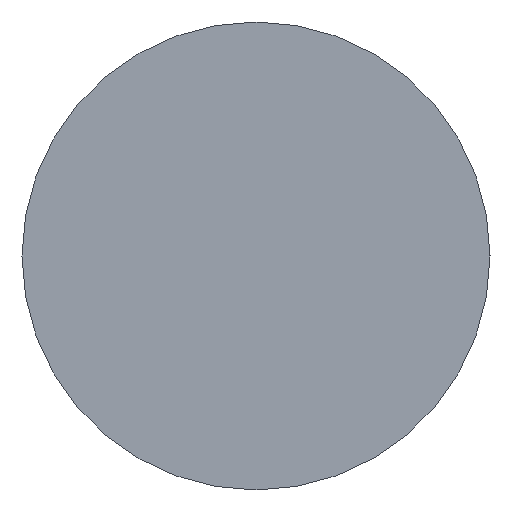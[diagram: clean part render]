
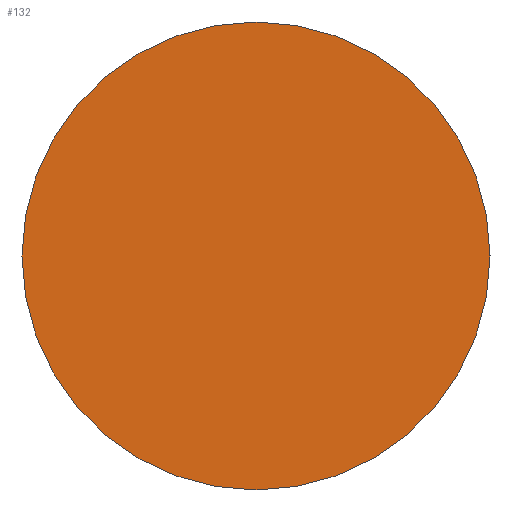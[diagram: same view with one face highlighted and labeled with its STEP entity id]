
A CAD part, left-side view. The second image highlights one B-rep face of the part: STEP entity #132.
In plain terms, the highlighted planar face has unit normal (-1, 0, 0).
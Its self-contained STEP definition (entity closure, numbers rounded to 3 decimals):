
#7 = DIRECTION ( 'NONE',  ( 0., 0., -1. ) ) ;
#8 = CARTESIAN_POINT ( 'NONE',  ( 0., 0., 0. ) ) ;
#16 = PLANE ( 'NONE',  #55 ) ;
#27 = VERTEX_POINT ( 'NONE', #115 ) ;
#39 = AXIS2_PLACEMENT_3D ( 'NONE', #63, #49, #7 ) ;
#40 = CIRCLE ( 'NONE', #60, 4. ) ;
#49 = DIRECTION ( 'NONE',  ( 1., 0., 0. ) ) ;
#55 = AXIS2_PLACEMENT_3D ( 'NONE', #8, #59, #105 ) ;
#59 = DIRECTION ( 'NONE',  ( 1., 0., 0. ) ) ;
#60 = AXIS2_PLACEMENT_3D ( 'NONE', #128, #143, #73 ) ;
#63 = CARTESIAN_POINT ( 'NONE',  ( 0., 0., 0. ) ) ;
#73 = DIRECTION ( 'NONE',  ( 0., 0., -1. ) ) ;
#76 = EDGE_LOOP ( 'NONE', ( #146, #167 ) ) ;
#77 = CIRCLE ( 'NONE', #39, 4. ) ;
#93 = FACE_OUTER_BOUND ( 'NONE', #76, .T. ) ;
#98 = CARTESIAN_POINT ( 'NONE',  ( 0., 0., -4. ) ) ;
#105 = DIRECTION ( 'NONE',  ( 0., 0., -1. ) ) ;
#115 = CARTESIAN_POINT ( 'NONE',  ( 0., 0., 4. ) ) ;
#128 = CARTESIAN_POINT ( 'NONE',  ( 0., 0., 0. ) ) ;
#132 = ADVANCED_FACE ( 'NONE', ( #93 ), #16, .F. ) ;
#136 = VERTEX_POINT ( 'NONE', #98 ) ;
#138 = EDGE_CURVE ( 'NONE', #27, #136, #77, .T. ) ;
#143 = DIRECTION ( 'NONE',  ( 1., 0., 0. ) ) ;
#146 = ORIENTED_EDGE ( 'NONE', *, *, #138, .F. ) ;
#152 = EDGE_CURVE ( 'NONE', #136, #27, #40, .T. ) ;
#167 = ORIENTED_EDGE ( 'NONE', *, *, #152, .F. ) ;
